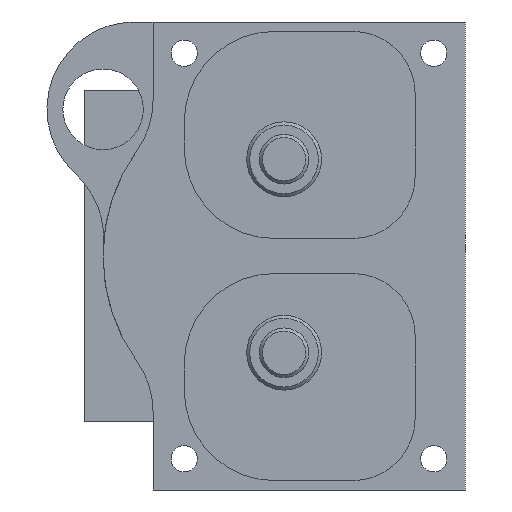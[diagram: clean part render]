
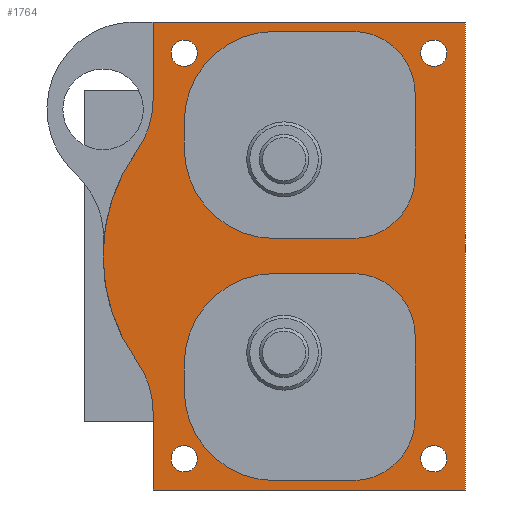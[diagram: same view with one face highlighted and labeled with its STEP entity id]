
A CAD part, left-side view. The second image highlights one B-rep face of the part: STEP entity #1764.
In plain terms, the highlighted planar face has unit normal (-1, 0, 0).
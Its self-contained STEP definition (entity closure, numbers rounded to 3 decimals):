
#140=CARTESIAN_POINT('',(0.0,2.9,32.5));
#141=VERTEX_POINT('',#140);
#142=CARTESIAN_POINT('',(0.0,5.,32.5));
#143=DIRECTION('',(1.0,0.0,0.0));
#144=DIRECTION('',(0.0,1.0,0.0));
#145=AXIS2_PLACEMENT_3D('',#142,#143,#144);
#146=CIRCLE('',#145,2.1);
#147=EDGE_CURVE('',#141,#141,#146,.T.);
#196=CARTESIAN_POINT('',(0.0,42.9,32.5));
#197=VERTEX_POINT('',#196);
#198=CARTESIAN_POINT('',(0.0,45.0,32.5));
#199=DIRECTION('',(1.0,0.0,0.0));
#200=DIRECTION('',(0.0,1.0,0.0));
#201=AXIS2_PLACEMENT_3D('',#198,#199,#200);
#202=CIRCLE('',#201,2.1);
#203=EDGE_CURVE('',#197,#197,#202,.T.);
#252=CARTESIAN_POINT('',(0.0,2.9,-32.5));
#253=VERTEX_POINT('',#252);
#254=CARTESIAN_POINT('',(0.0,5.,-32.5));
#255=DIRECTION('',(1.0,0.0,0.0));
#256=DIRECTION('',(0.0,1.0,0.0));
#257=AXIS2_PLACEMENT_3D('',#254,#255,#256);
#258=CIRCLE('',#257,2.1);
#259=EDGE_CURVE('',#253,#253,#258,.T.);
#308=CARTESIAN_POINT('',(0.0,42.9,-32.5));
#309=VERTEX_POINT('',#308);
#310=CARTESIAN_POINT('',(0.0,45.0,-32.5));
#311=DIRECTION('',(1.0,0.0,0.0));
#312=DIRECTION('',(0.0,1.0,0.0));
#313=AXIS2_PLACEMENT_3D('',#310,#311,#312);
#314=CIRCLE('',#313,2.1);
#315=EDGE_CURVE('',#309,#309,#314,.T.);
#706=CARTESIAN_POINT('',(0.0,8.,12.8));
#707=VERTEX_POINT('',#706);
#714=CARTESIAN_POINT('',(0.0,8.,26.0));
#715=VERTEX_POINT('',#714);
#716=CARTESIAN_POINT('',(0.0,8.,26.0));
#717=DIRECTION('',(0.0,0.0,-1.0));
#718=VECTOR('',#717,13.2);
#719=LINE('',#716,#718);
#720=EDGE_CURVE('',#715,#707,#719,.T.);
#746=CARTESIAN_POINT('',(0.0,18.0,36.0));
#747=VERTEX_POINT('',#746);
#748=CARTESIAN_POINT('',(0.0,18.0,26.0));
#749=DIRECTION('',(1.0,0.0,0.0));
#750=DIRECTION('',(0.0,-1.0,0.0));
#751=AXIS2_PLACEMENT_3D('',#748,#749,#750);
#752=CIRCLE('',#751,10.0);
#753=EDGE_CURVE('',#747,#715,#752,.T.);
#778=CARTESIAN_POINT('',(0.0,30.5,36.0));
#779=VERTEX_POINT('',#778);
#780=CARTESIAN_POINT('',(0.0,30.5,36.0));
#781=DIRECTION('',(0.0,-1.0,0.0));
#782=VECTOR('',#781,12.5);
#783=LINE('',#780,#782);
#784=EDGE_CURVE('',#779,#747,#783,.T.);
#810=CARTESIAN_POINT('',(0.0,45.0,21.5));
#811=VERTEX_POINT('',#810);
#812=CARTESIAN_POINT('',(0.0,30.5,21.5));
#813=DIRECTION('',(1.0,0.0,0.0));
#814=DIRECTION('',(0.0,0.0,1.0));
#815=AXIS2_PLACEMENT_3D('',#812,#813,#814);
#816=CIRCLE('',#815,14.5);
#817=EDGE_CURVE('',#811,#779,#816,.T.);
#842=CARTESIAN_POINT('',(0.0,45.0,17.3));
#843=VERTEX_POINT('',#842);
#844=CARTESIAN_POINT('',(0.0,45.0,17.3));
#845=DIRECTION('',(0.0,0.0,1.0));
#846=VECTOR('',#845,4.2);
#847=LINE('',#844,#846);
#848=EDGE_CURVE('',#843,#811,#847,.T.);
#874=CARTESIAN_POINT('',(0.0,30.5,2.8));
#875=VERTEX_POINT('',#874);
#876=CARTESIAN_POINT('',(0.0,30.5,17.3));
#877=DIRECTION('',(1.0,0.0,0.0));
#878=DIRECTION('',(0.0,1.0,0.0));
#879=AXIS2_PLACEMENT_3D('',#876,#877,#878);
#880=CIRCLE('',#879,14.5);
#881=EDGE_CURVE('',#875,#843,#880,.T.);
#906=CARTESIAN_POINT('',(0.0,18.0,2.8));
#907=VERTEX_POINT('',#906);
#908=CARTESIAN_POINT('',(0.0,18.0,2.8));
#909=DIRECTION('',(0.0,1.0,0.0));
#910=VECTOR('',#909,12.5);
#911=LINE('',#908,#910);
#912=EDGE_CURVE('',#907,#875,#911,.T.);
#936=CARTESIAN_POINT('',(0.0,18.0,12.8));
#937=DIRECTION('',(1.0,0.0,0.0));
#938=DIRECTION('',(0.0,0.0,-1.0));
#939=AXIS2_PLACEMENT_3D('',#936,#937,#938);
#940=CIRCLE('',#939,10.0);
#941=EDGE_CURVE('',#707,#907,#940,.T.);
#982=CARTESIAN_POINT('',(0.0,18.0,-36.0));
#983=VERTEX_POINT('',#982);
#990=CARTESIAN_POINT('',(0.0,8.0,-26.0));
#991=VERTEX_POINT('',#990);
#992=CARTESIAN_POINT('',(0.0,18.0,-26.0));
#993=DIRECTION('',(1.0,0.0,0.0));
#994=DIRECTION('',(0.0,0.0,-1.0));
#995=AXIS2_PLACEMENT_3D('',#992,#993,#994);
#996=CIRCLE('',#995,10.0);
#997=EDGE_CURVE('',#991,#983,#996,.T.);
#1022=CARTESIAN_POINT('',(0.0,8.,-12.8));
#1023=VERTEX_POINT('',#1022);
#1024=CARTESIAN_POINT('',(0.0,8.0,-12.8));
#1025=DIRECTION('',(0.0,0.0,-1.0));
#1026=VECTOR('',#1025,13.2);
#1027=LINE('',#1024,#1026);
#1028=EDGE_CURVE('',#1023,#991,#1027,.T.);
#1054=CARTESIAN_POINT('',(0.0,18.0,-2.8));
#1055=VERTEX_POINT('',#1054);
#1056=CARTESIAN_POINT('',(0.0,18.0,-12.8));
#1057=DIRECTION('',(1.0,0.0,0.0));
#1058=DIRECTION('',(0.0,-1.0,0.0));
#1059=AXIS2_PLACEMENT_3D('',#1056,#1057,#1058);
#1060=CIRCLE('',#1059,10.0);
#1061=EDGE_CURVE('',#1055,#1023,#1060,.T.);
#1086=CARTESIAN_POINT('',(0.0,30.5,-2.8));
#1087=VERTEX_POINT('',#1086);
#1088=CARTESIAN_POINT('',(0.0,30.5,-2.8));
#1089=DIRECTION('',(0.0,-1.0,0.0));
#1090=VECTOR('',#1089,12.5);
#1091=LINE('',#1088,#1090);
#1092=EDGE_CURVE('',#1087,#1055,#1091,.T.);
#1118=CARTESIAN_POINT('',(0.0,45.0,-17.3));
#1119=VERTEX_POINT('',#1118);
#1120=CARTESIAN_POINT('',(0.0,30.5,-17.3));
#1121=DIRECTION('',(1.0,0.0,0.0));
#1122=DIRECTION('',(0.0,0.0,1.0));
#1123=AXIS2_PLACEMENT_3D('',#1120,#1121,#1122);
#1124=CIRCLE('',#1123,14.5);
#1125=EDGE_CURVE('',#1119,#1087,#1124,.T.);
#1150=CARTESIAN_POINT('',(0.0,45.0,-21.5));
#1151=VERTEX_POINT('',#1150);
#1152=CARTESIAN_POINT('',(0.0,45.0,-21.5));
#1153=DIRECTION('',(0.0,0.0,1.0));
#1154=VECTOR('',#1153,4.2);
#1155=LINE('',#1152,#1154);
#1156=EDGE_CURVE('',#1151,#1119,#1155,.T.);
#1182=CARTESIAN_POINT('',(0.0,30.5,-36.0));
#1183=VERTEX_POINT('',#1182);
#1184=CARTESIAN_POINT('',(0.0,30.5,-21.5));
#1185=DIRECTION('',(1.0,0.0,0.0));
#1186=DIRECTION('',(0.0,1.0,0.0));
#1187=AXIS2_PLACEMENT_3D('',#1184,#1185,#1186);
#1188=CIRCLE('',#1187,14.5);
#1189=EDGE_CURVE('',#1183,#1151,#1188,.T.);
#1212=CARTESIAN_POINT('',(0.0,18.0,-36.0));
#1213=DIRECTION('',(0.0,1.0,0.0));
#1214=VECTOR('',#1213,12.5);
#1215=LINE('',#1212,#1214);
#1216=EDGE_CURVE('',#983,#1183,#1215,.T.);
#1513=CARTESIAN_POINT('',(0.0,50.0,37.5));
#1514=VERTEX_POINT('',#1513);
#1521=CARTESIAN_POINT('',(0.0,0.,37.5));
#1522=VERTEX_POINT('',#1521);
#1523=CARTESIAN_POINT('',(0.0,0.,37.5));
#1524=DIRECTION('',(0.0,1.0,0.0));
#1525=VECTOR('',#1524,50.);
#1526=LINE('',#1523,#1525);
#1527=EDGE_CURVE('',#1522,#1514,#1526,.T.);
#1555=CARTESIAN_POINT('',(0.0,50.0,24.98));
#1556=VERTEX_POINT('',#1555);
#1563=CARTESIAN_POINT('',(0.0,50.0,37.5));
#1564=DIRECTION('',(0.0,0.0,-1.0));
#1565=VECTOR('',#1564,12.52);
#1566=LINE('',#1563,#1565);
#1567=EDGE_CURVE('',#1514,#1556,#1566,.T.);
#1579=CARTESIAN_POINT('',(0.0,52.605,16.847));
#1580=VERTEX_POINT('',#1579);
#1587=CARTESIAN_POINT('',(0.0,64.0,24.98));
#1588=DIRECTION('',(1.0,0.0,0.0));
#1589=DIRECTION('',(0.0,-1.0,0.0));
#1590=AXIS2_PLACEMENT_3D('',#1587,#1588,#1589);
#1591=CIRCLE('',#1590,14.);
#1592=EDGE_CURVE('',#1556,#1580,#1591,.T.);
#1606=CARTESIAN_POINT('',(0.0,52.605,-16.847));
#1607=VERTEX_POINT('',#1606);
#1614=CARTESIAN_POINT('',(0.0,29.,0.0));
#1615=DIRECTION('',(-1.0,0.0,0.0));
#1616=DIRECTION('',(0.0,0.814,0.581));
#1617=AXIS2_PLACEMENT_3D('',#1614,#1615,#1616);
#1618=CIRCLE('',#1617,29.0);
#1619=EDGE_CURVE('',#1580,#1607,#1618,.T.);
#1630=CARTESIAN_POINT('',(0.0,50.0,-24.98));
#1631=VERTEX_POINT('',#1630);
#1638=CARTESIAN_POINT('',(0.0,64.0,-24.98));
#1639=DIRECTION('',(1.0,0.0,0.0));
#1640=DIRECTION('',(0.0,-0.814,0.581));
#1641=AXIS2_PLACEMENT_3D('',#1638,#1639,#1640);
#1642=CIRCLE('',#1641,14.0);
#1643=EDGE_CURVE('',#1607,#1631,#1642,.T.);
#1655=CARTESIAN_POINT('',(0.0,50.0,-37.5));
#1656=VERTEX_POINT('',#1655);
#1663=CARTESIAN_POINT('',(0.0,50.0,-24.98));
#1664=DIRECTION('',(0.0,0.0,-1.0));
#1665=VECTOR('',#1664,12.52);
#1666=LINE('',#1663,#1665);
#1667=EDGE_CURVE('',#1631,#1656,#1666,.T.);
#1679=CARTESIAN_POINT('',(0.0,0.,-37.5));
#1680=VERTEX_POINT('',#1679);
#1687=CARTESIAN_POINT('',(0.0,50.0,-37.5));
#1688=DIRECTION('',(0.0,-1.0,0.0));
#1689=VECTOR('',#1688,50.);
#1690=LINE('',#1687,#1689);
#1691=EDGE_CURVE('',#1656,#1680,#1690,.T.);
#1706=CARTESIAN_POINT('',(0.0,0.,-37.5));
#1707=DIRECTION('',(0.0,0.0,1.0));
#1708=VECTOR('',#1707,75.0);
#1709=LINE('',#1706,#1708);
#1710=EDGE_CURVE('',#1680,#1522,#1709,.T.);
#1717=CARTESIAN_POINT('',(0.0,0.,37.5));
#1718=DIRECTION('',(-1.0,0.0,0.0));
#1719=DIRECTION('',(0.0,0.0,1.0));
#1720=AXIS2_PLACEMENT_3D('',#1717,#1718,#1719);
#1721=PLANE('',#1720);
#1722=ORIENTED_EDGE('',*,*,#1710,.T.);
#1723=ORIENTED_EDGE('',*,*,#1527,.T.);
#1724=ORIENTED_EDGE('',*,*,#1567,.T.);
#1725=ORIENTED_EDGE('',*,*,#1592,.T.);
#1726=ORIENTED_EDGE('',*,*,#1619,.T.);
#1727=ORIENTED_EDGE('',*,*,#1643,.T.);
#1728=ORIENTED_EDGE('',*,*,#1667,.T.);
#1729=ORIENTED_EDGE('',*,*,#1691,.T.);
#1730=EDGE_LOOP('',(#1722,#1723,#1724,#1725,#1726,#1727,#1728,#1729));
#1731=FACE_OUTER_BOUND('',#1730,.T.);
#1732=ORIENTED_EDGE('',*,*,#259,.T.);
#1733=EDGE_LOOP('',(#1732));
#1734=FACE_BOUND('',#1733,.T.);
#1735=ORIENTED_EDGE('',*,*,#203,.T.);
#1736=EDGE_LOOP('',(#1735));
#1737=FACE_BOUND('',#1736,.T.);
#1738=ORIENTED_EDGE('',*,*,#147,.T.);
#1739=EDGE_LOOP('',(#1738));
#1740=FACE_BOUND('',#1739,.T.);
#1741=ORIENTED_EDGE('',*,*,#720,.T.);
#1742=ORIENTED_EDGE('',*,*,#941,.T.);
#1743=ORIENTED_EDGE('',*,*,#912,.T.);
#1744=ORIENTED_EDGE('',*,*,#881,.T.);
#1745=ORIENTED_EDGE('',*,*,#848,.T.);
#1746=ORIENTED_EDGE('',*,*,#817,.T.);
#1747=ORIENTED_EDGE('',*,*,#784,.T.);
#1748=ORIENTED_EDGE('',*,*,#753,.T.);
#1749=EDGE_LOOP('',(#1741,#1742,#1743,#1744,#1745,#1746,#1747,#1748));
#1750=FACE_BOUND('',#1749,.T.);
#1751=ORIENTED_EDGE('',*,*,#997,.T.);
#1752=ORIENTED_EDGE('',*,*,#1216,.T.);
#1753=ORIENTED_EDGE('',*,*,#1189,.T.);
#1754=ORIENTED_EDGE('',*,*,#1156,.T.);
#1755=ORIENTED_EDGE('',*,*,#1125,.T.);
#1756=ORIENTED_EDGE('',*,*,#1092,.T.);
#1757=ORIENTED_EDGE('',*,*,#1061,.T.);
#1758=ORIENTED_EDGE('',*,*,#1028,.T.);
#1759=EDGE_LOOP('',(#1751,#1752,#1753,#1754,#1755,#1756,#1757,#1758));
#1760=FACE_BOUND('',#1759,.T.);
#1761=ORIENTED_EDGE('',*,*,#315,.T.);
#1762=EDGE_LOOP('',(#1761));
#1763=FACE_BOUND('',#1762,.T.);
#1764=ADVANCED_FACE('',(#1731,#1734,#1737,#1740,#1750,#1760,#1763),#1721,.T.);
